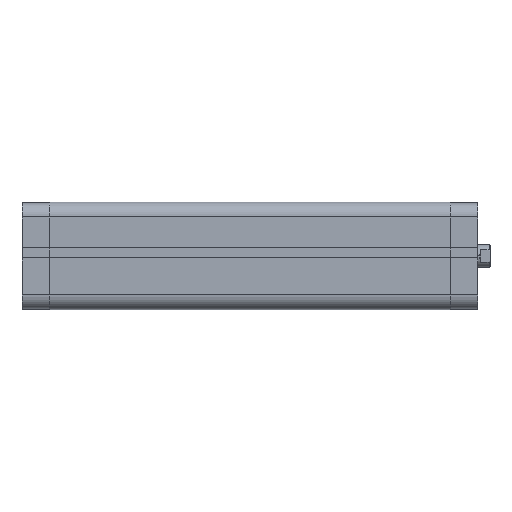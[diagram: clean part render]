
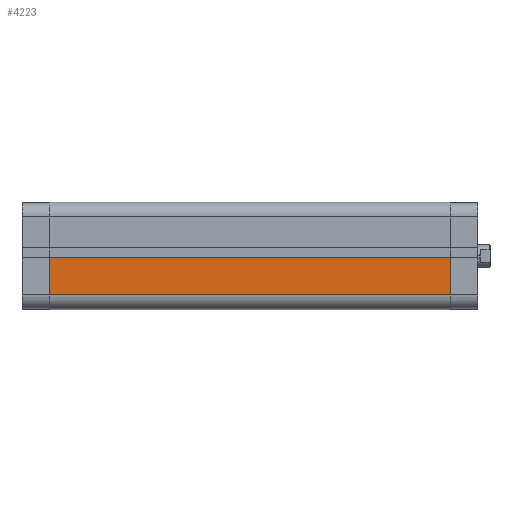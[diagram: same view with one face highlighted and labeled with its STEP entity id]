
A CAD part, top view. The second image highlights one B-rep face of the part: STEP entity #4223.
In plain terms, the highlighted face is planar.
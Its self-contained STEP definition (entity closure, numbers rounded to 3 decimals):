
#182 = CARTESIAN_POINT ( 'NONE',  ( 29., 21., 0. ) ) ;
#190 = CARTESIAN_POINT ( 'NONE',  ( 29., 0.85, 216.5 ) ) ;
#1070 = CARTESIAN_POINT ( 'NONE',  ( 29., 21., 216.5 ) ) ;
#1109 = CARTESIAN_POINT ( 'NONE',  ( 29., 0.85, 0. ) ) ;
#1235 = VERTEX_POINT ( 'NONE', #182 ) ;
#1245 = VERTEX_POINT ( 'NONE', #190 ) ;
#1250 = VERTEX_POINT ( 'NONE', #1109 ) ;
#1251 = VERTEX_POINT ( 'NONE', #1070 ) ;
#1798 = EDGE_CURVE ( 'NONE', #1251, #1235, #5033, .T. ) ;
#1902 = EDGE_CURVE ( 'NONE', #1251, #1245, #5185, .T. ) ;
#2018 = EDGE_CURVE ( 'NONE', #1235, #1250, #5321, .T. ) ;
#2027 = EDGE_CURVE ( 'NONE', #1245, #1250, #5329, .T. ) ;
#2074 = EDGE_LOOP ( 'NONE', ( #2286, #2278, #2283, #2290 ) ) ;
#2278 = ORIENTED_EDGE ( 'NONE', *, *, #1798, .F. ) ;
#2283 = ORIENTED_EDGE ( 'NONE', *, *, #1902, .T. ) ;
#2286 = ORIENTED_EDGE ( 'NONE', *, *, #2018, .F. ) ;
#2290 = ORIENTED_EDGE ( 'NONE', *, *, #2027, .T. ) ;
#2462 = AXIS2_PLACEMENT_3D ( 'NONE', #3100, #3106, #3107 ) ;
#3097 = PLANE ( 'NONE',  #2462 ) ;
#3100 = CARTESIAN_POINT ( 'NONE',  ( 29., -63.941, 216.5 ) ) ;
#3106 = DIRECTION ( 'NONE',  ( 1., 0., 0. ) ) ;
#3107 = DIRECTION ( 'NONE',  ( 0., 1., 0. ) ) ;
#3851 = FACE_OUTER_BOUND ( 'NONE', #2074, .T. ) ;
#4223 = ADVANCED_FACE ( 'NONE', ( #3851 ), #3097, .T. ) ;
#5033 = LINE ( 'NONE', #5998, #5035 ) ;
#5035 = VECTOR ( 'NONE', #6012, 1000. ) ;
#5178 = VECTOR ( 'NONE', #6236, 1000. ) ;
#5185 = LINE ( 'NONE', #6235, #5178 ) ;
#5321 = LINE ( 'NONE', #6408, #5322 ) ;
#5322 = VECTOR ( 'NONE', #6409, 1000. ) ;
#5329 = LINE ( 'NONE', #6419, #5330 ) ;
#5330 = VECTOR ( 'NONE', #6420, 1000. ) ;
#5998 = CARTESIAN_POINT ( 'NONE',  ( 29., 21., 216.5 ) ) ;
#6012 = DIRECTION ( 'NONE',  ( 0., 0., -1. ) ) ;
#6235 = CARTESIAN_POINT ( 'NONE',  ( 29., -63.941, 216.5 ) ) ;
#6236 = DIRECTION ( 'NONE',  ( 0., -1., 0. ) ) ;
#6408 = CARTESIAN_POINT ( 'NONE',  ( 29., -63.941, 0. ) ) ;
#6409 = DIRECTION ( 'NONE',  ( 0., -1., 0. ) ) ;
#6419 = CARTESIAN_POINT ( 'NONE',  ( 29., 0.85, 216.5 ) ) ;
#6420 = DIRECTION ( 'NONE',  ( 0., 0., -1. ) ) ;
